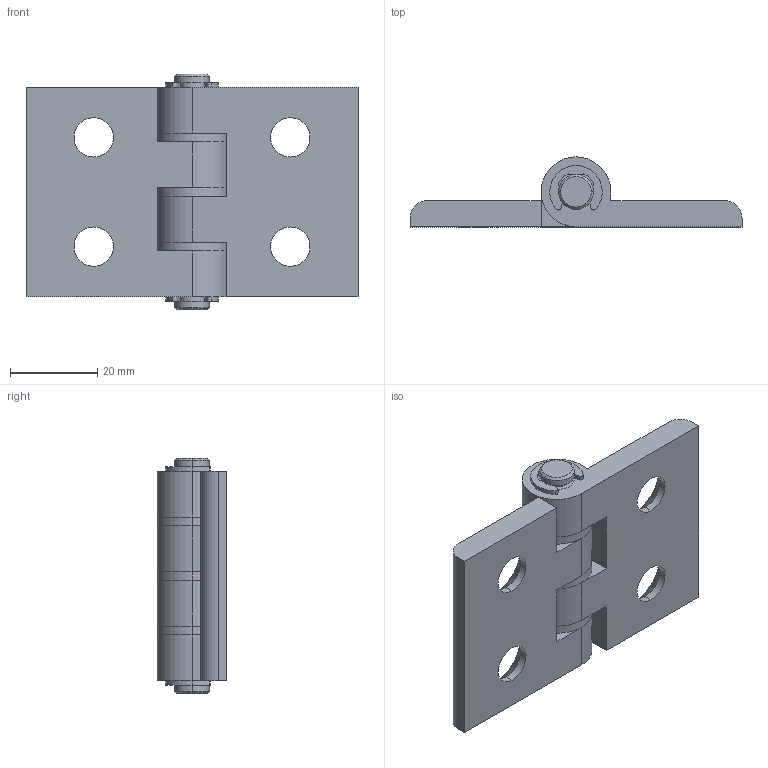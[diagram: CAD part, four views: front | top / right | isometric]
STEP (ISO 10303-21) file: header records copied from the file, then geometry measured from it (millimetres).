
FILE_DESCRIPTION (( 'STEP AP203' ), '1' );
FILE_NAME ('7.22.45.45.STEP', '2014-06-26T01:03:31', ( 'USER' ), ( 'Microsoft' ), 'SwSTEP 2.0', 'SolidWorks 2012', '' );
FILE_SCHEMA (( 'CONFIG_CONTROL_DESIGN' ));
Length unit declared in the file: millimetre
Products named in the file (1): 7.22.45.45
Bounding box: 76 x 16 x 54 mm (x, y, z)
Surface area: 13914.3 mm2 (no closed solid volume)
Topology: 0 solids, 10 shells, 122 faces, 332 edges, 226 vertices
Faces by surface type: cylinder 62, plane 48, cone 12
Entity records: 3974 total; most frequent: DIRECTION 740, CARTESIAN_POINT 681, ORIENTED_EDGE 582, EDGE_CURVE 332, AXIS2_PLACEMENT_3D 285, VERTEX_POINT 226, VECTOR 170, LINE 170
